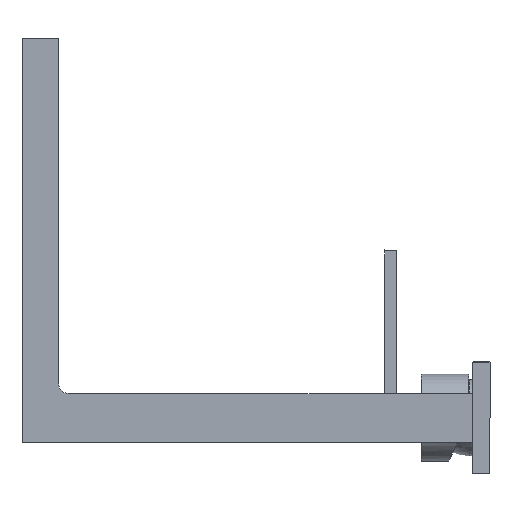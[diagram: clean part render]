
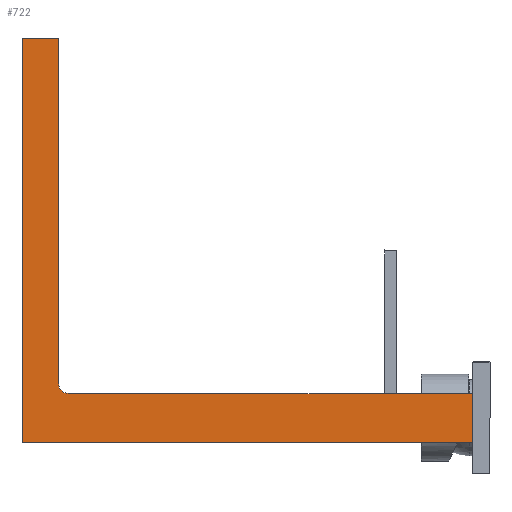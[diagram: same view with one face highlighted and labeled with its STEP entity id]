
A CAD part, left-side view. The second image highlights one B-rep face of the part: STEP entity #722.
In plain terms, the highlighted planar face has unit normal (-1, 0, 0).
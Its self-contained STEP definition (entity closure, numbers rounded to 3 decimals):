
#20 = VERTEX_POINT ( 'NONE', #1307 ) ;
#23 = DIRECTION ( 'NONE',  ( 0., 0., -1. ) ) ;
#66 = CARTESIAN_POINT ( 'NONE',  ( -18., -2., -12. ) ) ;
#75 = DIRECTION ( 'NONE',  ( 0., 0., -1. ) ) ;
#105 = VERTEX_POINT ( 'NONE', #325 ) ;
#116 = CARTESIAN_POINT ( 'NONE',  ( -18., 222.15, 12. ) ) ;
#120 = EDGE_CURVE ( 'NONE', #1194, #1050, #694, .T. ) ;
#129 = EDGE_CURVE ( 'NONE', #1259, #105, #1059, .T. ) ;
#185 = DIRECTION ( 'NONE',  ( 0., -1., 0. ) ) ;
#203 = FACE_OUTER_BOUND ( 'NONE', #1228, .T. ) ;
#219 = CARTESIAN_POINT ( 'NONE',  ( -18., 222.15, 187. ) ) ;
#247 = CARTESIAN_POINT ( 'NONE',  ( -18., 222.15, 187. ) ) ;
#254 = DIRECTION ( 'NONE',  ( 0., 0., 1. ) ) ;
#270 = VECTOR ( 'NONE', #254, 1000. ) ;
#280 = DIRECTION ( 'NONE',  ( 0., 0., -1. ) ) ;
#289 = LINE ( 'NONE', #649, #1373 ) ;
#310 = ORIENTED_EDGE ( 'NONE', *, *, #129, .F. ) ;
#316 = VECTOR ( 'NONE', #75, 1000. ) ;
#321 = CARTESIAN_POINT ( 'NONE',  ( -18., 222.15, -12. ) ) ;
#325 = CARTESIAN_POINT ( 'NONE',  ( -18., 204.15, 187. ) ) ;
#373 = EDGE_CURVE ( 'NONE', #105, #845, #289, .T. ) ;
#420 = LINE ( 'NONE', #1288, #427 ) ;
#427 = VECTOR ( 'NONE', #185, 1000. ) ;
#462 = ORIENTED_EDGE ( 'NONE', *, *, #1499, .T. ) ;
#488 = DIRECTION ( 'NONE',  ( 0., -1., 0. ) ) ;
#494 = EDGE_CURVE ( 'NONE', #1050, #1250, #1036, .T. ) ;
#530 = VECTOR ( 'NONE', #488, 1000. ) ;
#568 = DIRECTION ( 'NONE',  ( 0., 1., 0. ) ) ;
#592 = PLANE ( 'NONE',  #1087 ) ;
#596 = CIRCLE ( 'NONE', #686, 5. ) ;
#599 = ORIENTED_EDGE ( 'NONE', *, *, #373, .F. ) ;
#649 = CARTESIAN_POINT ( 'NONE',  ( -18., 204.15, 12. ) ) ;
#686 = AXIS2_PLACEMENT_3D ( 'NONE', #763, #896, #23 ) ;
#690 = ORIENTED_EDGE ( 'NONE', *, *, #494, .F. ) ;
#694 = LINE ( 'NONE', #1171, #316 ) ;
#710 = CARTESIAN_POINT ( 'NONE',  ( -18., -2., 12. ) ) ;
#722 = ADVANCED_FACE ( 'NONE', ( #203 ), #592, .F. ) ;
#763 = CARTESIAN_POINT ( 'NONE',  ( -18., 199.15, 17. ) ) ;
#793 = ORIENTED_EDGE ( 'NONE', *, *, #1046, .F. ) ;
#818 = ORIENTED_EDGE ( 'NONE', *, *, #120, .F. ) ;
#845 = VERTEX_POINT ( 'NONE', #884 ) ;
#884 = CARTESIAN_POINT ( 'NONE',  ( -18., 204.15, 17. ) ) ;
#896 = DIRECTION ( 'NONE',  ( 1., 0., 0. ) ) ;
#949 = CARTESIAN_POINT ( 'NONE',  ( -18., 222.15, 187. ) ) ;
#973 = DIRECTION ( 'NONE',  ( 1., 0., 0. ) ) ;
#1036 = LINE ( 'NONE', #321, #1114 ) ;
#1046 = EDGE_CURVE ( 'NONE', #20, #1194, #420, .T. ) ;
#1050 = VERTEX_POINT ( 'NONE', #66 ) ;
#1059 = LINE ( 'NONE', #949, #530 ) ;
#1087 = AXIS2_PLACEMENT_3D ( 'NONE', #116, #973, #1583 ) ;
#1114 = VECTOR ( 'NONE', #568, 1000. ) ;
#1127 = ORIENTED_EDGE ( 'NONE', *, *, #1433, .F. ) ;
#1171 = CARTESIAN_POINT ( 'NONE',  ( -18., -2., -12. ) ) ;
#1194 = VERTEX_POINT ( 'NONE', #710 ) ;
#1228 = EDGE_LOOP ( 'NONE', ( #1127, #690, #818, #793, #462, #599, #310 ) ) ;
#1250 = VERTEX_POINT ( 'NONE', #1581 ) ;
#1259 = VERTEX_POINT ( 'NONE', #219 ) ;
#1276 = LINE ( 'NONE', #247, #270 ) ;
#1288 = CARTESIAN_POINT ( 'NONE',  ( -18., -2., 12. ) ) ;
#1307 = CARTESIAN_POINT ( 'NONE',  ( -18., 199.15, 12. ) ) ;
#1373 = VECTOR ( 'NONE', #280, 1000. ) ;
#1433 = EDGE_CURVE ( 'NONE', #1250, #1259, #1276, .T. ) ;
#1499 = EDGE_CURVE ( 'NONE', #20, #845, #596, .T. ) ;
#1581 = CARTESIAN_POINT ( 'NONE',  ( -18., 222.15, -12. ) ) ;
#1583 = DIRECTION ( 'NONE',  ( 0., 0., -1. ) ) ;
